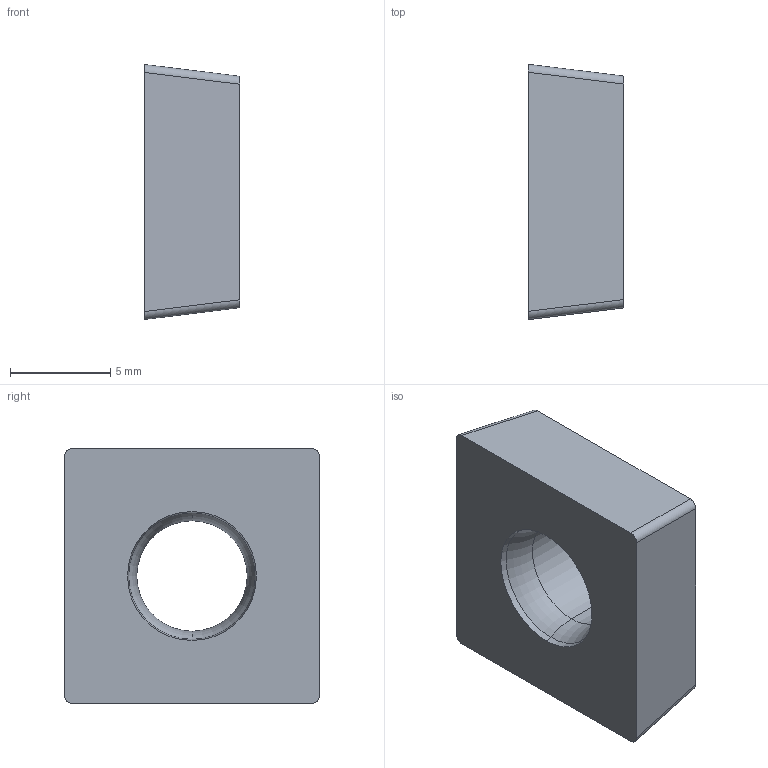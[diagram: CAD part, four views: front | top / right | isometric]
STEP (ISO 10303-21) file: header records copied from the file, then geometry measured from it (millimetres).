
FILE_DESCRIPTION((''),'2;1');
FILE_NAME('7142610400','2020-06-17T07:35:38',('schmidtst'),(''),'CREO PARAMETRIC BY PTC INC, 2018400','CREO PARAMETRIC BY PTC INC, 2018400','');
FILE_SCHEMA(('AUTOMOTIVE_DESIGN { 1 0 10303 214 1 1 1 1 }'));
Length unit declared in the file: millimetre
Products named in the file (1): 7142610400
Bounding box: 4.76 x 12.7 x 12.7 mm (x, y, z)
Volume: 579.5 mm3; surface area: 552.9 mm2
Topology: 1 solids, 1 shells, 16 faces, 48 edges, 34 vertices
Faces by surface type: plane 6, cylinder 6, torus 2, cone 2
Entity records: 1090 total; most frequent: CARTESIAN_POINT 121, DIRECTION 106, ORIENTED_EDGE 76, PRESENTATION_STYLE_ASSIGNMENT 62, STYLED_ITEM 62, CURVE_STYLE 60, PROPERTY_DEFINITION 44, REPRESENTATION 43
